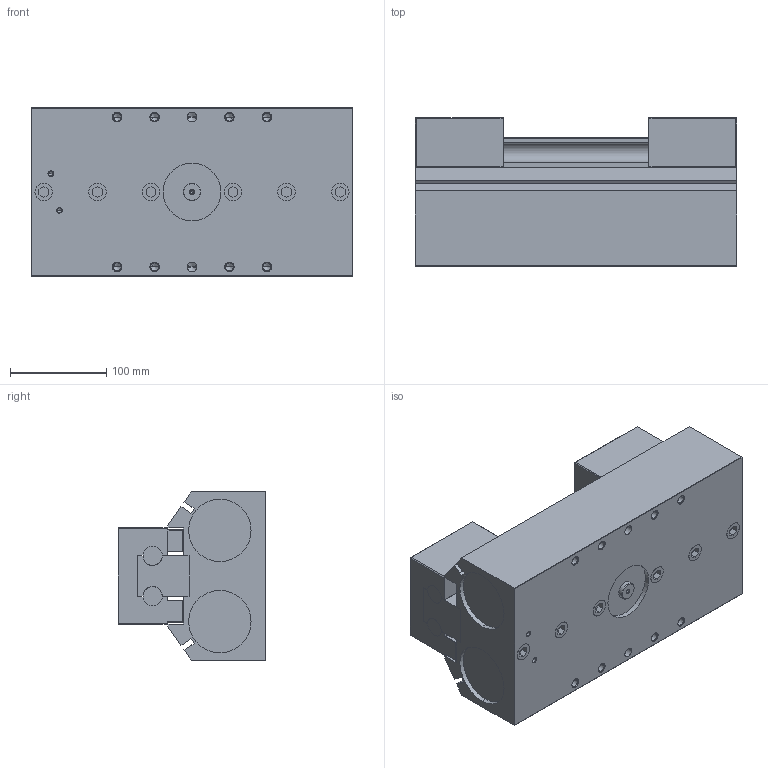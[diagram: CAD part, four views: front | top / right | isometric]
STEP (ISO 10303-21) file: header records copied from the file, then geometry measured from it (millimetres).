
FILE_DESCRIPTION( ( '' ), '1' );
FILE_NAME( 'lpg63_150_lp631aah_0_2_14a.stp', '2010-10-25T12:39:08', ( '' ), ( '' ), ' ', ' ', ' ' );
FILE_SCHEMA( ( 'automotive_design' ) );
Length unit declared in the file: millimetre
Products named in the file (3): 1; 2; 3
Bounding box: 335 x 154 x 175 mm (x, y, z)
Volume: 6488870.2 mm3; surface area: 414496.1 mm2
Topology: 3 solids, 3 shells, 438 faces, 1058 edges, 641 vertices
Faces by surface type: plane 228, cylinder 116, cone 94
Entity records: 24167 total; most frequent: DIRECTION 2178, STYLED_ITEM 2098, PRESENTATION_STYLE_ASSIGNMENT 2098, CARTESIAN_POINT 2098, COLOUR_RGB 2098, ORIENTED_EDGE 2032, EDGE_CURVE 1016, CURVE_STYLE 1016
